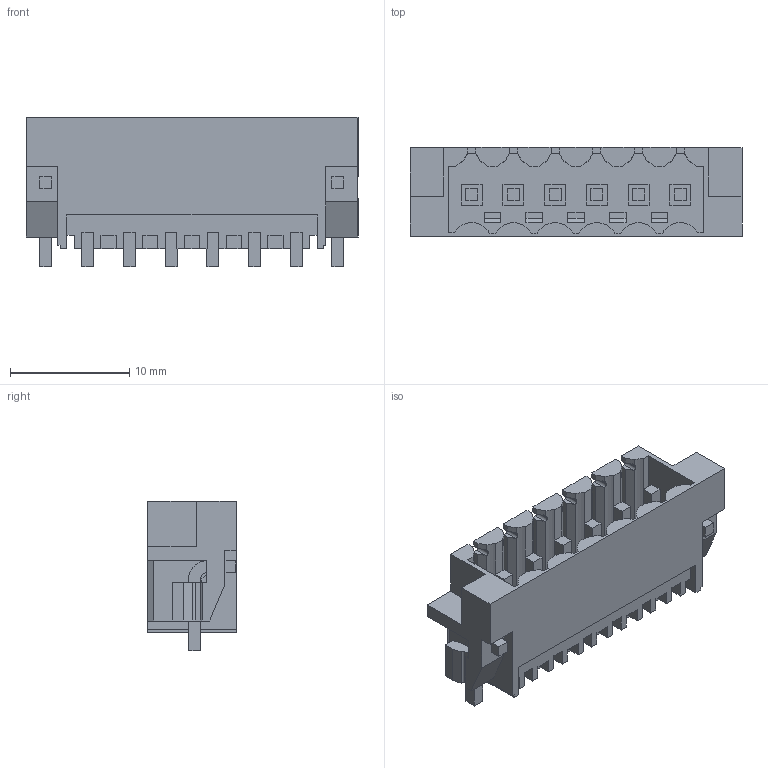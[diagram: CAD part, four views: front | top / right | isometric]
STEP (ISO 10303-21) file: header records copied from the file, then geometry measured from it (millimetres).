
FILE_DESCRIPTION(('CATIA V5 STEP Exchange','CAx-IF Rec.Pracs.--- Model Styling and Organization---1.2---2011-12-15'),'2;1');
FILE_NAME ('D1450761_0_1291330000_1291330000.stp','2018-03-20T12:08:49+00:00',('none'),('Weidmueller'),'CATIA Version 5-6 Release 2014','CATIA V5 STEP AP214','none');
FILE_SCHEMA(('AUTOMOTIVE_DESIGN { 1 0 10303 214 1 1 1 1 }'));
Length unit declared in the file: millimetre
Products named in the file (1): 1291330000
Bounding box: 27.85 x 7.45 x 12.55 mm (x, y, z)
Volume: 934.1 mm3; surface area: 2520.1 mm2
Topology: 9 solids, 9 shells, 543 faces, 1595 edges, 1079 vertices
Faces by surface type: plane 493, cylinder 50
Entity records: 17421 total; most frequent: CARTESIAN_POINT 3202, ORIENTED_EDGE 3190, DIRECTION 2267, EDGE_CURVE 1595, VECTOR 1471, LINE 1471, VERTEX_POINT 1079, EDGE_LOOP 568
